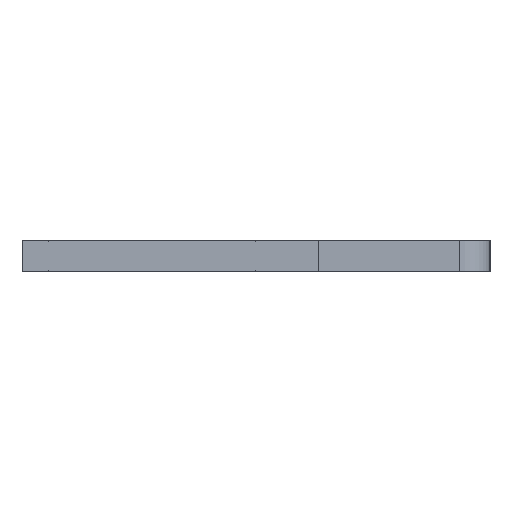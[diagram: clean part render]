
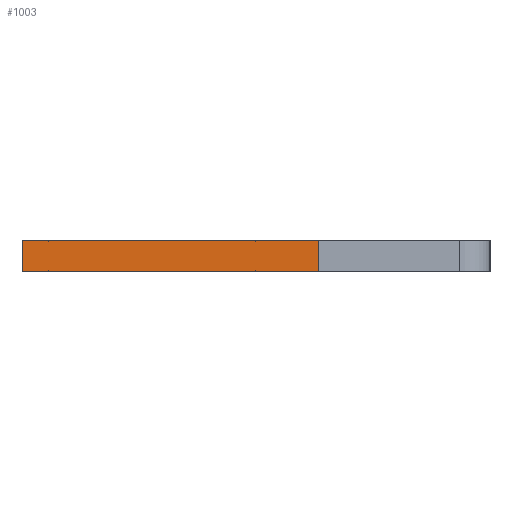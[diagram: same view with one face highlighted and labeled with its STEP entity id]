
A CAD part, left-side view. The second image highlights one B-rep face of the part: STEP entity #1003.
In plain terms, the highlighted face is planar.
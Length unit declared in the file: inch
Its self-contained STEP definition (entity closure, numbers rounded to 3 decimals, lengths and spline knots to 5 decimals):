
#19 = FACE_OUTER_BOUND ( 'NONE', #937, .T. ) ;
#49 = DIRECTION ( 'NONE',  ( -1., 0., 0. ) ) ;
#193 = DIRECTION ( 'NONE',  ( 0., 0., 1. ) ) ;
#282 = ORIENTED_EDGE ( 'NONE', *, *, #496, .F. ) ;
#420 = CARTESIAN_POINT ( 'NONE',  ( 0.01, 0.15, -0.04 ) ) ;
#481 = DIRECTION ( 'NONE',  ( -1., 0., 0. ) ) ;
#496 = EDGE_CURVE ( 'NONE', #1126, #2139, #2176, .T. ) ;
#867 = VECTOR ( 'NONE', #1686, 39.37008 ) ;
#937 = EDGE_LOOP ( 'NONE', ( #3203, #2382, #282, #999 ) ) ;
#999 = ORIENTED_EDGE ( 'NONE', *, *, #2063, .T. ) ;
#1003 = ADVANCED_FACE ( 'NONE', ( #19 ), #2255, .F. ) ;
#1126 = VERTEX_POINT ( 'NONE', #1722 ) ;
#1221 = CARTESIAN_POINT ( 'NONE',  ( 0.01, 0.15, -0.04 ) ) ;
#1386 = VERTEX_POINT ( 'NONE', #1417 ) ;
#1417 = CARTESIAN_POINT ( 'NONE',  ( -0.01, -0.04, -0.04 ) ) ;
#1548 = CARTESIAN_POINT ( 'NONE',  ( 0.01, 0.15, -0.04 ) ) ;
#1619 = VECTOR ( 'NONE', #49, 39.37008 ) ;
#1686 = DIRECTION ( 'NONE',  ( 0., 1., 0. ) ) ;
#1690 = VECTOR ( 'NONE', #481, 39.37008 ) ;
#1709 = CARTESIAN_POINT ( 'NONE',  ( -0.01, 0.15, -0.04 ) ) ;
#1722 = CARTESIAN_POINT ( 'NONE',  ( 0.01, -0.04, -0.04 ) ) ;
#1740 = CARTESIAN_POINT ( 'NONE',  ( 0.01, -0.04, -0.04 ) ) ;
#1752 = AXIS2_PLACEMENT_3D ( 'NONE', #1221, #193, #3020 ) ;
#1851 = VECTOR ( 'NONE', #2677, 39.37008 ) ;
#1874 = CARTESIAN_POINT ( 'NONE',  ( -0.01, 0.15, -0.04 ) ) ;
#1915 = VERTEX_POINT ( 'NONE', #1709 ) ;
#2063 = EDGE_CURVE ( 'NONE', #1126, #1386, #3055, .T. ) ;
#2139 = VERTEX_POINT ( 'NONE', #2530 ) ;
#2176 = LINE ( 'NONE', #420, #867 ) ;
#2255 = PLANE ( 'NONE',  #1752 ) ;
#2382 = ORIENTED_EDGE ( 'NONE', *, *, #2818, .F. ) ;
#2530 = CARTESIAN_POINT ( 'NONE',  ( 0.01, 0.15, -0.04 ) ) ;
#2629 = LINE ( 'NONE', #1874, #1851 ) ;
#2677 = DIRECTION ( 'NONE',  ( 0., 1., 0. ) ) ;
#2818 = EDGE_CURVE ( 'NONE', #2139, #1915, #3230, .T. ) ;
#3020 = DIRECTION ( 'NONE',  ( 1., 0., 0. ) ) ;
#3055 = LINE ( 'NONE', #1740, #1690 ) ;
#3198 = EDGE_CURVE ( 'NONE', #1386, #1915, #2629, .T. ) ;
#3203 = ORIENTED_EDGE ( 'NONE', *, *, #3198, .T. ) ;
#3230 = LINE ( 'NONE', #1548, #1619 ) ;
